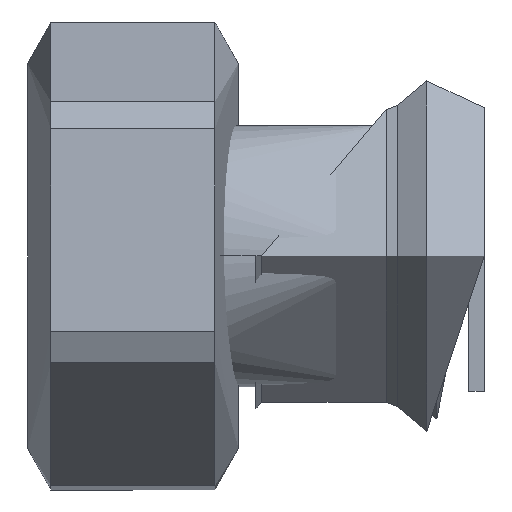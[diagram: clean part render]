
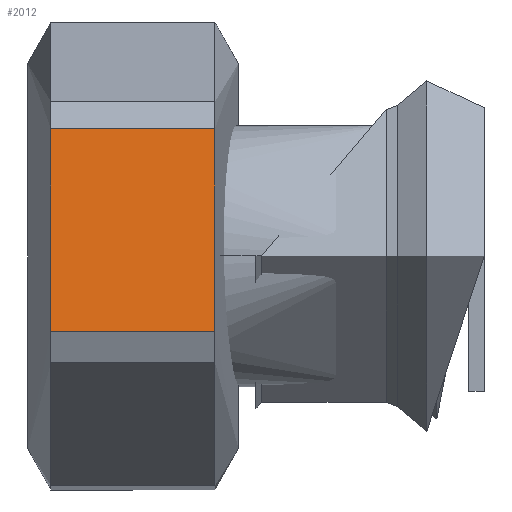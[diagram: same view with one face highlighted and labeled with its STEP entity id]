
A CAD part, top view. The second image highlights one B-rep face of the part: STEP entity #2012.
In plain terms, the highlighted free-form (B-spline) face has degree [1, 1] with [2, 2] control points.
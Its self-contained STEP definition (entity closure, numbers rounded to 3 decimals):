
#2012 = ADVANCED_FACE('',(#2013),#2045,.T.);
#2013 = FACE_BOUND('',#2014,.T.);
#2014 = EDGE_LOOP('',(#2015,#2025,#2032,#2040));
#2015 = ORIENTED_EDGE('',*,*,#2016,.F.);
#2016 = EDGE_CURVE('',#2017,#2019,#2021,.T.);
#2017 = VERTEX_POINT('',#2018);
#2018 = CARTESIAN_POINT('',(8.718,16.,-18.));
#2019 = VERTEX_POINT('',#2020);
#2020 = CARTESIAN_POINT('',(-8.718,16.,-18.));
#2021 = ( BOUNDED_CURVE() B_SPLINE_CURVE(2,(#2022,#2023,#2024),
.UNSPECIFIED.,.F.,.F.) B_SPLINE_CURVE_WITH_KNOTS((3,3),(0.,
1.759),.PIECEWISE_BEZIER_KNOTS.) CURVE() 
GEOMETRIC_REPRESENTATION_ITEM() RATIONAL_B_SPLINE_CURVE((1.,
1.111,1.)) REPRESENTATION_ITEM('') );
#2022 = CARTESIAN_POINT('',(8.718,16.,-18.));
#2023 = CARTESIAN_POINT('',(0.,18.194,-18.));
#2024 = CARTESIAN_POINT('',(-8.718,16.,-18.));
#2025 = ORIENTED_EDGE('',*,*,#2026,.F.);
#2026 = EDGE_CURVE('',#2027,#2017,#2029,.T.);
#2027 = VERTEX_POINT('',#2028);
#2028 = CARTESIAN_POINT('',(8.718,2.,-18.));
#2029 = B_SPLINE_CURVE_WITH_KNOTS('',1,(#2030,#2031),.UNSPECIFIED.,.F.,
  .F.,(2,2),(-0.7,0.7),.PIECEWISE_BEZIER_KNOTS.);
#2030 = CARTESIAN_POINT('',(8.718,2.,-18.));
#2031 = CARTESIAN_POINT('',(8.718,16.,-18.));
#2032 = ORIENTED_EDGE('',*,*,#2033,.F.);
#2033 = EDGE_CURVE('',#2034,#2027,#2036,.T.);
#2034 = VERTEX_POINT('',#2035);
#2035 = CARTESIAN_POINT('',(-8.718,2.,-18.));
#2036 = ( BOUNDED_CURVE() B_SPLINE_CURVE(2,(#2037,#2038,#2039),
.UNSPECIFIED.,.F.,.F.) B_SPLINE_CURVE_WITH_KNOTS((3,3),(0.,
1.759),.PIECEWISE_BEZIER_KNOTS.) CURVE() 
GEOMETRIC_REPRESENTATION_ITEM() RATIONAL_B_SPLINE_CURVE((1.,
1.111,1.)) REPRESENTATION_ITEM('') );
#2037 = CARTESIAN_POINT('',(-8.718,2.,-18.));
#2038 = CARTESIAN_POINT('',(0.,-0.194,-18.));
#2039 = CARTESIAN_POINT('',(8.718,2.,-18.));
#2040 = ORIENTED_EDGE('',*,*,#2041,.F.);
#2041 = EDGE_CURVE('',#2019,#2034,#2042,.T.);
#2042 = B_SPLINE_CURVE_WITH_KNOTS('',1,(#2043,#2044),.UNSPECIFIED.,.F.,
  .F.,(2,2),(-0.7,0.7),.PIECEWISE_BEZIER_KNOTS.);
#2043 = CARTESIAN_POINT('',(-8.718,16.,-18.));
#2044 = CARTESIAN_POINT('',(-8.718,2.,-18.));
#2045 = B_SPLINE_SURFACE_WITH_KNOTS('',1,1,(
    (#2046,#2047)
    ,(#2048,#2049
    )),.UNSPECIFIED.,.F.,.F.,.F.,(2,2),(2,2),(-1.745,
    0.001),(-0.02,1.82),
  .PIECEWISE_BEZIER_KNOTS.);
#2046 = CARTESIAN_POINT('',(8.728,-0.204,-18.));
#2047 = CARTESIAN_POINT('',(8.728,18.204,-18.));
#2048 = CARTESIAN_POINT('',(-8.728,-0.204,-18.));
#2049 = CARTESIAN_POINT('',(-8.728,18.204,-18.));
